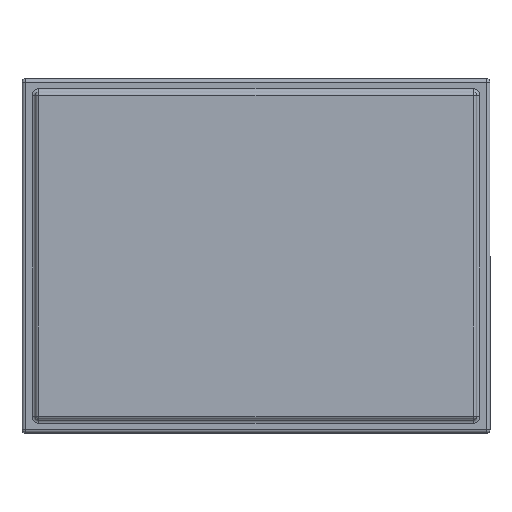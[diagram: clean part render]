
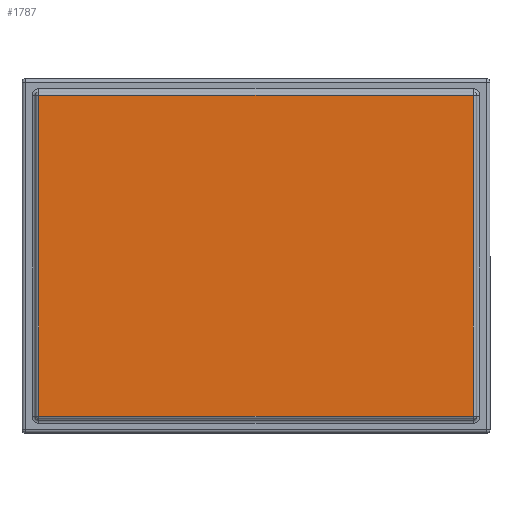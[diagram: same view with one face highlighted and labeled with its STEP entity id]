
A CAD part, top view. The second image highlights one B-rep face of the part: STEP entity #1787.
In plain terms, the highlighted planar face has unit normal (0, 0, 1).
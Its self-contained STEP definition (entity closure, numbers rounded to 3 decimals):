
#188 = EDGE_LOOP ( 'NONE', ( #2897, #2691, #2648, #4695 ) ) ;
#277 = LINE ( 'NONE', #2132, #4465 ) ;
#604 = CARTESIAN_POINT ( 'NONE',  ( -1.625, -1.225, 0.98 ) ) ;
#731 = VERTEX_POINT ( 'NONE', #2926 ) ;
#1051 = VERTEX_POINT ( 'NONE', #1984 ) ;
#1179 = AXIS2_PLACEMENT_3D ( 'NONE', #3661, #2856, #4376 ) ;
#1272 = EDGE_CURVE ( 'NONE', #2604, #2127, #277, .T. ) ;
#1787 = ADVANCED_FACE ( 'NONE', ( #4020 ), #4784, .T. ) ;
#1975 = LINE ( 'NONE', #3849, #3467 ) ;
#1984 = CARTESIAN_POINT ( 'NONE',  ( -1.625, 1.2, 0.98 ) ) ;
#2042 = DIRECTION ( 'NONE',  ( 0., -1., 0. ) ) ;
#2127 = VERTEX_POINT ( 'NONE', #3623 ) ;
#2132 = CARTESIAN_POINT ( 'NONE',  ( 1.65, -1.2, 0.98 ) ) ;
#2235 = DIRECTION ( 'NONE',  ( 0., 1., 0. ) ) ;
#2555 = CARTESIAN_POINT ( 'NONE',  ( -1.625, -1.2, 0.98 ) ) ;
#2604 = VERTEX_POINT ( 'NONE', #2555 ) ;
#2648 = ORIENTED_EDGE ( 'NONE', *, *, #4006, .T. ) ;
#2673 = DIRECTION ( 'NONE',  ( -1., 0., 0. ) ) ;
#2691 = ORIENTED_EDGE ( 'NONE', *, *, #1272, .T. ) ;
#2712 = CARTESIAN_POINT ( 'NONE',  ( 1.625, 1.225, 0.98 ) ) ;
#2856 = DIRECTION ( 'NONE',  ( 0., 0., 1. ) ) ;
#2897 = ORIENTED_EDGE ( 'NONE', *, *, #3405, .T. ) ;
#2926 = CARTESIAN_POINT ( 'NONE',  ( 1.625, 1.2, 0.98 ) ) ;
#3080 = LINE ( 'NONE', #2712, #4315 ) ;
#3405 = EDGE_CURVE ( 'NONE', #1051, #2604, #4314, .T. ) ;
#3467 = VECTOR ( 'NONE', #2673, 1000. ) ;
#3623 = CARTESIAN_POINT ( 'NONE',  ( 1.625, -1.2, 0.98 ) ) ;
#3661 = CARTESIAN_POINT ( 'NONE',  ( 0., 0., 0.98 ) ) ;
#3741 = VECTOR ( 'NONE', #2042, 1000. ) ;
#3849 = CARTESIAN_POINT ( 'NONE',  ( -1.65, 1.2, 0.98 ) ) ;
#4006 = EDGE_CURVE ( 'NONE', #2127, #731, #3080, .T. ) ;
#4020 = FACE_OUTER_BOUND ( 'NONE', #188, .T. ) ;
#4314 = LINE ( 'NONE', #604, #3741 ) ;
#4315 = VECTOR ( 'NONE', #2235, 1000. ) ;
#4376 = DIRECTION ( 'NONE',  ( 1., 0., 0. ) ) ;
#4465 = VECTOR ( 'NONE', #4711, 1000. ) ;
#4572 = EDGE_CURVE ( 'NONE', #731, #1051, #1975, .T. ) ;
#4695 = ORIENTED_EDGE ( 'NONE', *, *, #4572, .T. ) ;
#4711 = DIRECTION ( 'NONE',  ( 1., 0., 0. ) ) ;
#4784 = PLANE ( 'NONE',  #1179 ) ;
